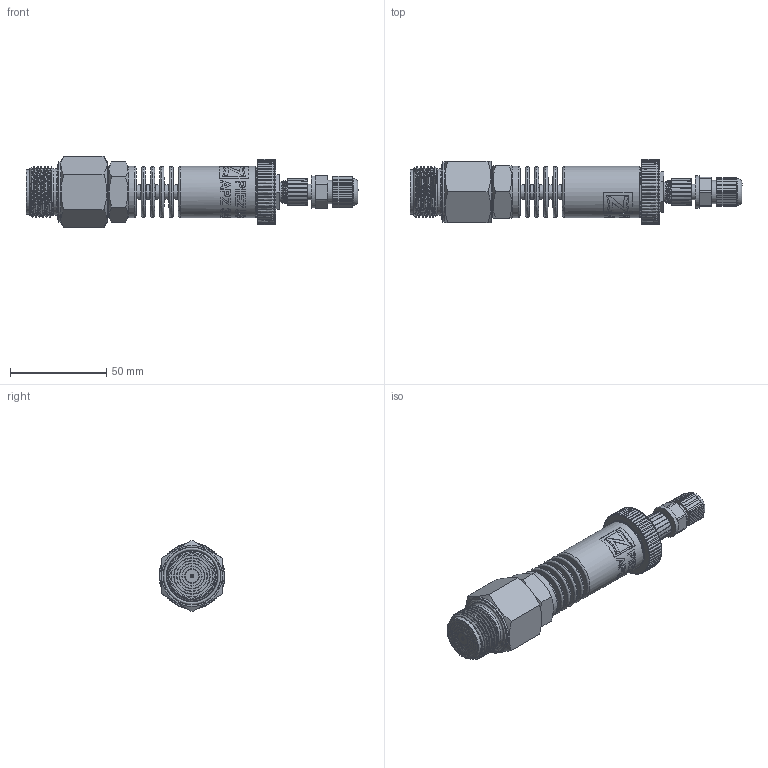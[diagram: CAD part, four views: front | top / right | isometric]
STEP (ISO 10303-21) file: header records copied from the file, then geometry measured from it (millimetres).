
FILE_DESCRIPTION(/* description */ (''),/* implementation_level */ '2;1');
FILE_NAME(/* name */ 'APZ3420m_G3''4DIN-flush_radiator_4.step',/* time_stamp */ '2021-07-06T15:36:35+03:00',/* author */ (''),/* organization */ (''),/* preprocessor_version */ 'ST-DEVELOPER v18.1',/* originating_system */ 'Autodesk Translation Framework v10.9.0.1377',/* authorisation */ '');
FILE_SCHEMA (('AUTOMOTIVE_DESIGN { 1 0 10303 214 3 1 1 }'));
Length unit declared in the file: millimetre
Products named in the file (7): АПЗ 3420м заполненная; G 1/4 EN Radiator; OMAL nut M27x1.5; Ш100.000.002; M12x1 male; M12x1 female straight; G3'4DIN diaphragm 23 v5 (1)
Assembly tree (5 placements, depth 2):
  АПЗ 3420м заполненная
    G 1/4 EN Radiator
    OMAL nut M27x1.5
    Ш100.000.002
    M12x1 male
    M12x1 female straight
  G3'4DIN diaphragm 23 v5 (1)
Bounding box: 172.05 x 34 x 36.95 mm (x, y, z)
Volume: 80990.4 mm3; surface area: 33221.2 mm2
Topology: 19 solids, 19 shells, 1074 faces, 2969 edges, 1986 vertices
Faces by surface type: bspline 511, plane 291, cylinder 177, cone 54, torus 41
Full cylindrical faces by diameter (mm): 1 x12, 1.5 x4, 2 x1, 3.3 x1, 4 x1, 5 x2, 5.1 x1, 7.3 x1, 7.5 x5, 8 x4, 8.2 x1, 9.5 x2, 10.293 x1, 10.6 x2, 10.741 x6, 11 x1, 11.445 x5, 11.884 x5, 12 x1, 13.157 x9, 14 x2, 14.137 x4, 14.526 x3, 15.85 x3, 16.203 x3, 17 x1, 21.4 x2, 22.3 x1, 22.5 x1, 23 x1
Entity records: 67771 total; most frequent: CARTESIAN_POINT 44131, ORIENTED_EDGE 5936, DIRECTION 3123, EDGE_CURVE 2968, VERTEX_POINT 1986, B_SPLINE_CURVE_WITH_KNOTS 1363, EDGE_LOOP 1148, FACE_OUTER_BOUND 1074
